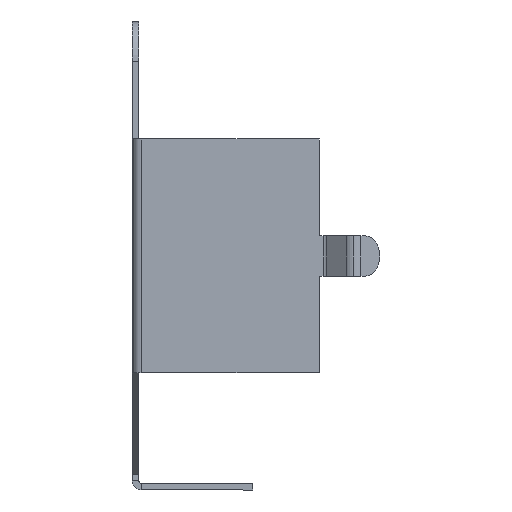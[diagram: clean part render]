
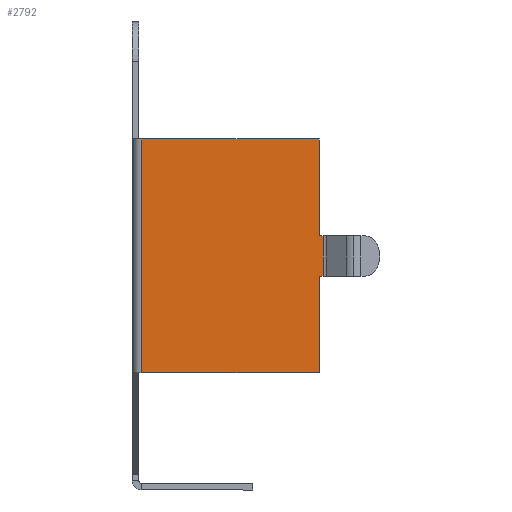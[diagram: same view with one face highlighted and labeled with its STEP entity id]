
A CAD part, left-side view. The second image highlights one B-rep face of the part: STEP entity #2792.
In plain terms, the highlighted planar face has unit normal (-1, 0, 0).
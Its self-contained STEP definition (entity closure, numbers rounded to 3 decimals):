
#52 = CARTESIAN_POINT ( 'NONE',  ( -9.145, 9.05, 1.45 ) ) ;
#220 = ORIENTED_EDGE ( 'NONE', *, *, #1883, .F. ) ;
#251 = ORIENTED_EDGE ( 'NONE', *, *, #3813, .T. ) ;
#255 = VERTEX_POINT ( 'NONE', #2906 ) ;
#290 = DIRECTION ( 'NONE',  ( 0., 1., 0. ) ) ;
#379 = VECTOR ( 'NONE', #3300, 1000. ) ;
#467 = DIRECTION ( 'NONE',  ( 1., 0., 0. ) ) ;
#498 = ORIENTED_EDGE ( 'NONE', *, *, #2313, .F. ) ;
#522 = LINE ( 'NONE', #3285, #1743 ) ;
#575 = VERTEX_POINT ( 'NONE', #790 ) ;
#599 = LINE ( 'NONE', #1769, #3179 ) ;
#679 = ORIENTED_EDGE ( 'NONE', *, *, #2677, .F. ) ;
#790 = CARTESIAN_POINT ( 'NONE',  ( -9.145, 2.148, -2.235 ) ) ;
#801 = ORIENTED_EDGE ( 'NONE', *, *, #3598, .T. ) ;
#817 = VECTOR ( 'NONE', #2306, 1000. ) ;
#888 = ORIENTED_EDGE ( 'NONE', *, *, #1120, .T. ) ;
#1017 = VECTOR ( 'NONE', #1542, 1000. ) ;
#1059 = DIRECTION ( 'NONE',  ( 0., 0., 1. ) ) ;
#1108 = DIRECTION ( 'NONE',  ( 0., 0., 1. ) ) ;
#1120 = EDGE_CURVE ( 'NONE', #2787, #2726, #3434, .T. ) ;
#1325 = VERTEX_POINT ( 'NONE', #2242 ) ;
#1381 = CARTESIAN_POINT ( 'NONE',  ( -9.145, 2.29, -3.755 ) ) ;
#1460 = DIRECTION ( 'NONE',  ( 0., 1., 0. ) ) ;
#1485 = LINE ( 'NONE', #3555, #3125 ) ;
#1542 = DIRECTION ( 'NONE',  ( 0., 0., -1. ) ) ;
#1556 = CARTESIAN_POINT ( 'NONE',  ( -9.145, 2.148, -2.235 ) ) ;
#1691 = VECTOR ( 'NONE', #1059, 1000. ) ;
#1743 = VECTOR ( 'NONE', #1108, 1000. ) ;
#1769 = CARTESIAN_POINT ( 'NONE',  ( -9.145, 2.148, -2.235 ) ) ;
#1883 = EDGE_CURVE ( 'NONE', #575, #1325, #2461, .T. ) ;
#2019 = CARTESIAN_POINT ( 'NONE',  ( -9.145, 2.29, 1.45 ) ) ;
#2050 = DIRECTION ( 'NONE',  ( 0., 1., 0. ) ) ;
#2102 = AXIS2_PLACEMENT_3D ( 'NONE', #2979, #467, #2050 ) ;
#2128 = FACE_OUTER_BOUND ( 'NONE', #2706, .T. ) ;
#2242 = CARTESIAN_POINT ( 'NONE',  ( -9.145, 2.148, -3.755 ) ) ;
#2306 = DIRECTION ( 'NONE',  ( 0., 0., -1. ) ) ;
#2313 = EDGE_CURVE ( 'NONE', #3021, #255, #3189, .T. ) ;
#2381 = CARTESIAN_POINT ( 'NONE',  ( -9.145, 0., 1.45 ) ) ;
#2445 = EDGE_CURVE ( 'NONE', #3020, #2787, #522, .T. ) ;
#2461 = LINE ( 'NONE', #1556, #1017 ) ;
#2566 = CARTESIAN_POINT ( 'NONE',  ( -9.145, 9.05, -7.44 ) ) ;
#2677 = EDGE_CURVE ( 'NONE', #3254, #2726, #2752, .T. ) ;
#2679 = ORIENTED_EDGE ( 'NONE', *, *, #2445, .T. ) ;
#2706 = EDGE_LOOP ( 'NONE', ( #251, #498, #3419, #220, #801, #2679, #888, #679 ) ) ;
#2710 = VECTOR ( 'NONE', #1460, 1000. ) ;
#2726 = VERTEX_POINT ( 'NONE', #52 ) ;
#2752 = LINE ( 'NONE', #3476, #1691 ) ;
#2787 = VERTEX_POINT ( 'NONE', #2019 ) ;
#2792 = ADVANCED_FACE ( 'NONE', ( #2128 ), #3280, .F. ) ;
#2906 = CARTESIAN_POINT ( 'NONE',  ( -9.145, 2.29, -7.44 ) ) ;
#2925 = EDGE_CURVE ( 'NONE', #1325, #3021, #3656, .T. ) ;
#2979 = CARTESIAN_POINT ( 'NONE',  ( -9.145, 0., 0. ) ) ;
#3020 = VERTEX_POINT ( 'NONE', #3988 ) ;
#3021 = VERTEX_POINT ( 'NONE', #3972 ) ;
#3125 = VECTOR ( 'NONE', #3224, 1000. ) ;
#3179 = VECTOR ( 'NONE', #290, 1000. ) ;
#3189 = LINE ( 'NONE', #1381, #817 ) ;
#3224 = DIRECTION ( 'NONE',  ( 0., -1., 0. ) ) ;
#3254 = VERTEX_POINT ( 'NONE', #2566 ) ;
#3280 = PLANE ( 'NONE',  #2102 ) ;
#3285 = CARTESIAN_POINT ( 'NONE',  ( -9.145, 2.29, 0. ) ) ;
#3294 = CARTESIAN_POINT ( 'NONE',  ( -9.145, 2.148, -3.755 ) ) ;
#3300 = DIRECTION ( 'NONE',  ( 0., 1., 0. ) ) ;
#3419 = ORIENTED_EDGE ( 'NONE', *, *, #2925, .F. ) ;
#3434 = LINE ( 'NONE', #2381, #379 ) ;
#3476 = CARTESIAN_POINT ( 'NONE',  ( -9.145, 9.05, 1.45 ) ) ;
#3555 = CARTESIAN_POINT ( 'NONE',  ( -9.145, 0., -7.44 ) ) ;
#3598 = EDGE_CURVE ( 'NONE', #575, #3020, #599, .T. ) ;
#3656 = LINE ( 'NONE', #3294, #2710 ) ;
#3813 = EDGE_CURVE ( 'NONE', #3254, #255, #1485, .T. ) ;
#3972 = CARTESIAN_POINT ( 'NONE',  ( -9.145, 2.29, -3.755 ) ) ;
#3988 = CARTESIAN_POINT ( 'NONE',  ( -9.145, 2.29, -2.235 ) ) ;
